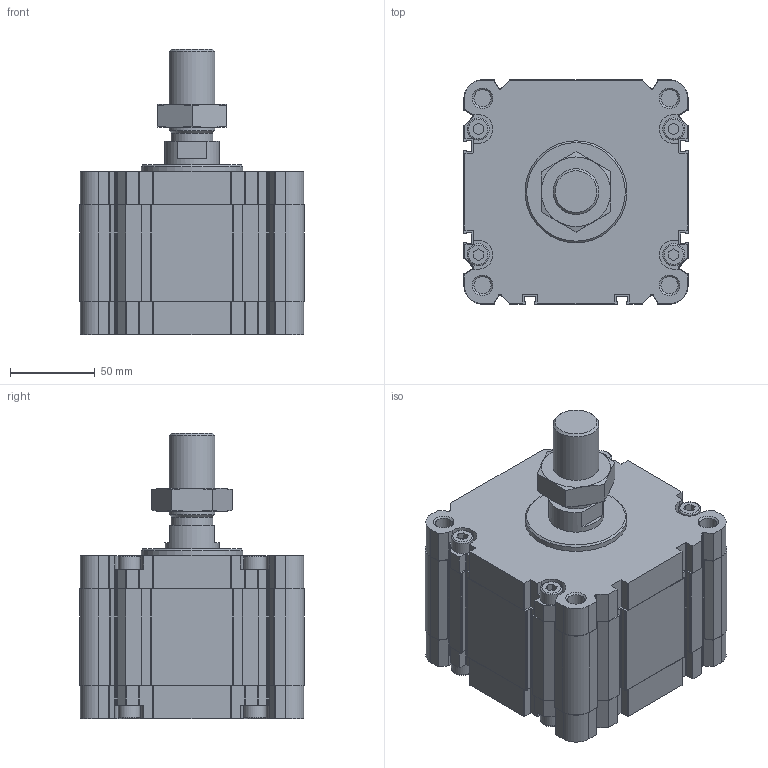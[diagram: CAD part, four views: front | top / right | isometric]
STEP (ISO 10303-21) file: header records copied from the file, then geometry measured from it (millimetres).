
FILE_DESCRIPTION(/* description */ ('STEP AP214'),/* implementation_level */ '2;1');
FILE_NAME(/* name */ '175763_ADVU-125-15-A-P-A',/* time_stamp */ '2024-08-02T13:59:24+02:00',/* author */ ('License CC BY-ND 4.0'),/* organization */ ('CADENAS'),/* preprocessor_version */ 'ST-DEVELOPER v19.3',/* originating_system */ 'PARTsolutions',/* authorisation */ ' ');
FILE_SCHEMA (('AUTOMOTIVE_DESIGN {1 0 10303 214 3 1 1}'));
Length unit declared in the file: millimetre
Products named in the file (4): 175763 ADVU-125-15-A-P-A---(0); 175763 ADVU-125-15-A-P-A---(ZR); 175763 ADVU-125-15-A-P-A---(KS); DIN-439-B - M27x2(F)
Assembly tree (3 placements, depth 2):
  175763 ADVU-125-15-A-P-A---(0)
    175763 ADVU-125-15-A-P-A---(ZR)
    175763 ADVU-125-15-A-P-A---(KS)
    DIN-439-B - M27x2(F)
Bounding box: 132 x 132 x 168 mm (x, y, z)
Volume: 1484510 mm3; surface area: 185450 mm2
Topology: 3 solids, 3 shells, 599 faces, 1651 edges, 1090 vertices
Faces by surface type: plane 324, cylinder 239, cone 28, torus 8
Full cylindrical faces by diameter (mm): 10 x1, 10.106 x8, 11.445 x2, 13 x8, 24.546 x1, 24.835 x1, 27 x1, 32 x2, 60 x1, 125 x2
Entity records: 18874 total; most frequent: CARTESIAN_POINT 3315, DIRECTION 3288, ORIENTED_EDGE 3160, EDGE_CURVE 1580, AXIS2_PLACEMENT_3D 1117, VERTEX_POINT 1084, LINE 1054, VECTOR 1054
